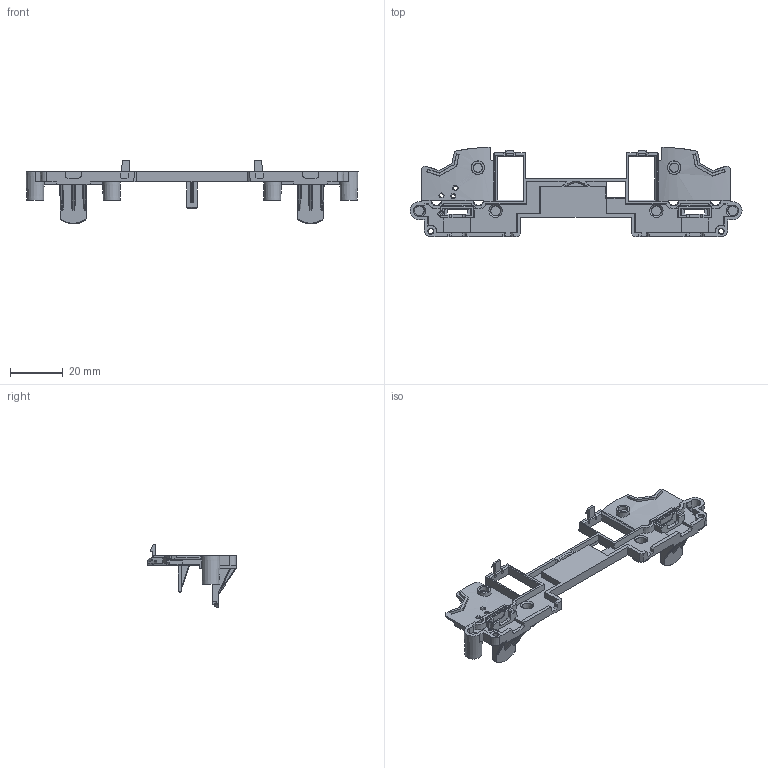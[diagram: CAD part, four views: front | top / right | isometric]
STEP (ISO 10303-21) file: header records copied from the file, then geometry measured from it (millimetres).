
FILE_DESCRIPTION(/* description */ (''),/* implementation_level */ '2;1');
FILE_NAME(/* name */ 'NuMechTriggerBracket.step',/* time_stamp */ '2024-07-04T14:23:50-07:00',/* author */ (''),/* organization */ (''),/* preprocessor_version */ 'ST-DEVELOPER v20',/* originating_system */ 'Autodesk Translation Framework v13.14.0.145',/* authorisation */ '');
FILE_SCHEMA (('AUTOMOTIVE_DESIGN { 1 0 10303 214 3 1 1 }'));
Length unit declared in the file: millimetre
Products named in the file (1): NuMechTriggerBracket
Bounding box: 125.89 x 33.82 x 24.15 mm (x, y, z)
Volume: 6549.7 mm3; surface area: 10785.3 mm2
Topology: 1 solids, 1 shells, 549 faces, 1593 edges, 1049 vertices
Faces by surface type: plane 387, bspline 70, cone 66, cylinder 26
Entity records: 23891 total; most frequent: CARTESIAN_POINT 9986, ORIENTED_EDGE 3184, DIRECTION 2463, EDGE_CURVE 1592, LINE 1063, VECTOR 1063, VERTEX_POINT 1049, AXIS2_PLACEMENT_3D 700
